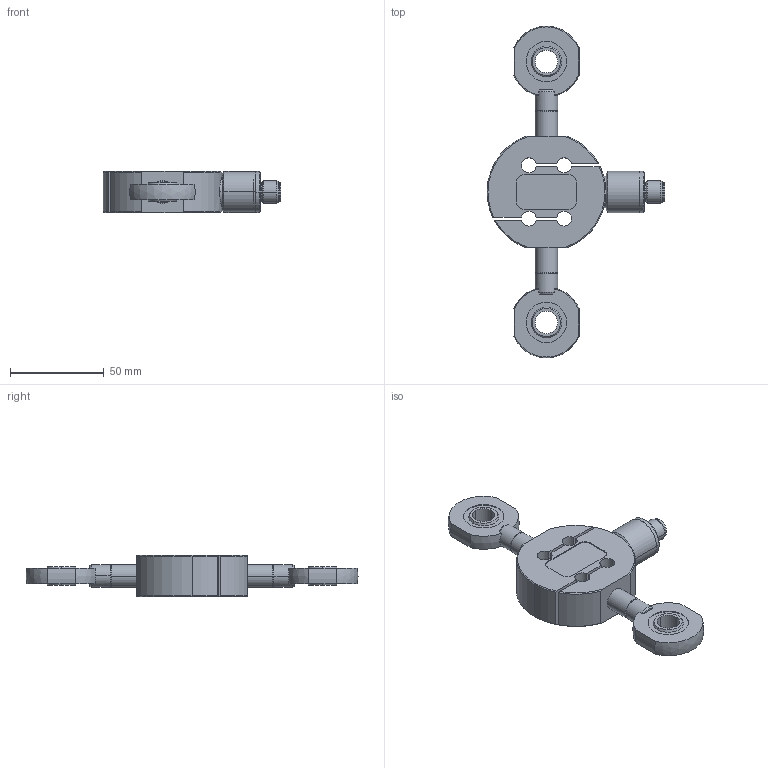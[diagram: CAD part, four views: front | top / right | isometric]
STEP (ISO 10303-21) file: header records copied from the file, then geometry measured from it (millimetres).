
FILE_DESCRIPTION(('STEP AP214'),'1');
FILE_NAME('TS-AMP 10kg.stp','2016-08-30T09:19:21',(' '),(' '),'Spatial InterOp 3D',' ',' ');
FILE_SCHEMA(('automotive_design'));
Length unit declared in the file: millimetre
Products named in the file (6): TS-AMP 10kg; Shackle; Part1; Part2; Pin holder; Body
Assembly tree (6 placements, depth 2):
  TS-AMP 10kg
    Shackle  x2
    Part1
    Part2
    Pin holder
    Body
Bounding box: 95.1 x 177.5 x 22 mm (x, y, z)
Volume: 92581.1 mm3; surface area: 34943.1 mm2
Topology: 12 solids, 20 shells, 271 faces, 669 edges, 456 vertices
Faces by surface type: cylinder 127, plane 80, cone 28, sphere 14, torus 14, revolution 8
Entity records: 8738 total; most frequent: DIRECTION 1325, CARTESIAN_POINT 1255, ORIENTED_EDGE 1082, AXIS2_PLACEMENT_3D 558, EDGE_CURVE 557, VERTEX_POINT 380, CIRCLE 328, EDGE_LOOP 265
